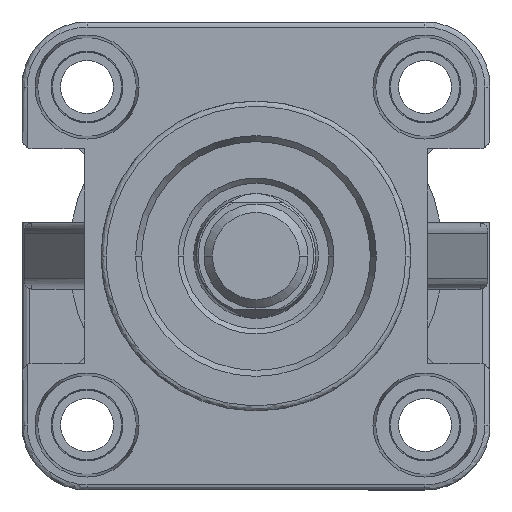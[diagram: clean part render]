
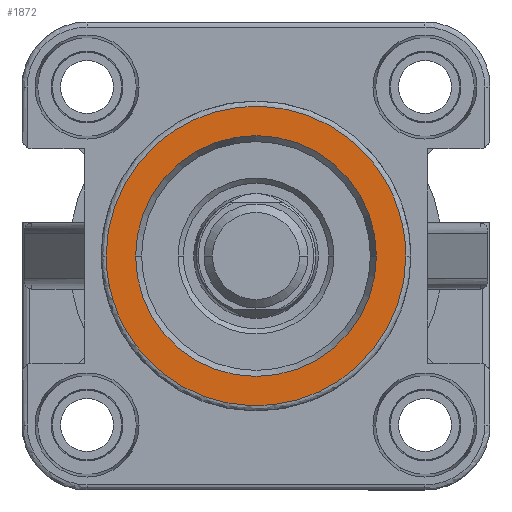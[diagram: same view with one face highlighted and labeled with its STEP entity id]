
A CAD part, left-side view. The second image highlights one B-rep face of the part: STEP entity #1872.
In plain terms, the highlighted planar face has unit normal (-1, 0, 0).
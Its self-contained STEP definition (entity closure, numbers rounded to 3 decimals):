
#146 =( BOUNDED_CURVE ( )  B_SPLINE_CURVE ( 3, ( #15090, #6892, #13852, #11156 ),
 .UNSPECIFIED., .F., .F. ) 
 B_SPLINE_CURVE_WITH_KNOTS ( ( 4, 4 ),
 ( 0., 1. ),
 .UNSPECIFIED. ) 
 CURVE ( )  GEOMETRIC_REPRESENTATION_ITEM ( )  RATIONAL_B_SPLINE_CURVE ( ( 1., 0.333, 0.333, 1. ) ) 
 REPRESENTATION_ITEM ( '' )  );
#234 = PLANE ( 'NONE',  #8117 ) ;
#467 = CARTESIAN_POINT ( 'NONE',  ( 0., 0., -11.577 ) ) ;
#1324 = EDGE_CURVE ( 'NONE', #12430, #4505, #12831, .T. ) ;
#1438 = EDGE_LOOP ( 'NONE', ( #14935, #14360 ) ) ;
#1799 = CIRCLE ( 'NONE', #17501, 11.577 ) ;
#1872 = ADVANCED_FACE ( 'NONE', ( #3339, #5899 ), #234, .F. ) ;
#2168 = CARTESIAN_POINT ( 'NONE',  ( 0., 0., 0. ) ) ;
#2277 = ORIENTED_EDGE ( 'NONE', *, *, #14600, .F. ) ;
#2901 = CARTESIAN_POINT ( 'NONE',  ( 0., 11., 0. ) ) ;
#3339 = FACE_BOUND ( 'NONE', #13078, .T. ) ;
#4459 = DIRECTION ( 'NONE',  ( 0., 0., 1. ) ) ;
#4505 = VERTEX_POINT ( 'NONE', #12492 ) ;
#5899 = FACE_OUTER_BOUND ( 'NONE', #1438, .T. ) ;
#6892 = CARTESIAN_POINT ( 'NONE',  ( 0., -28.8, 14.4 ) ) ;
#6894 = DIRECTION ( 'NONE',  ( 0., 0., -1. ) ) ;
#7560 = CARTESIAN_POINT ( 'NONE',  ( 0., 0., 11.577 ) ) ;
#7682 = DIRECTION ( 'NONE',  ( 0., 0., 1. ) ) ;
#8117 = AXIS2_PLACEMENT_3D ( 'NONE', #2901, #10982, #6894 ) ;
#8603 = CIRCLE ( 'NONE', #12902, 11.577 ) ;
#10426 = CARTESIAN_POINT ( 'NONE',  ( 0., 28.8, -14.4 ) ) ;
#10982 = DIRECTION ( 'NONE',  ( 1., 0., 0. ) ) ;
#11156 = CARTESIAN_POINT ( 'NONE',  ( 0., 0., -14.4 ) ) ;
#11238 = VERTEX_POINT ( 'NONE', #7560 ) ;
#11425 = DIRECTION ( 'NONE',  ( -1., 0., 0. ) ) ;
#11741 = DIRECTION ( 'NONE',  ( -1., 0., 0. ) ) ;
#12091 = EDGE_CURVE ( 'NONE', #16335, #11238, #8603, .T. ) ;
#12274 = CARTESIAN_POINT ( 'NONE',  ( 0., 0., -14.4 ) ) ;
#12430 = VERTEX_POINT ( 'NONE', #12274 ) ;
#12492 = CARTESIAN_POINT ( 'NONE',  ( 0., 0., 14.4 ) ) ;
#12578 = CARTESIAN_POINT ( 'NONE',  ( 0., 0., 0. ) ) ;
#12831 =( BOUNDED_CURVE ( )  B_SPLINE_CURVE ( 3, ( #16159, #10426, #14614, #17413 ),
 .UNSPECIFIED., .F., .T. ) 
 B_SPLINE_CURVE_WITH_KNOTS ( ( 4, 4 ),
 ( 0., 1. ),
 .UNSPECIFIED. ) 
 CURVE ( )  GEOMETRIC_REPRESENTATION_ITEM ( )  RATIONAL_B_SPLINE_CURVE ( ( 1., 0.333, 0.333, 1. ) ) 
 REPRESENTATION_ITEM ( '' )  );
#12902 = AXIS2_PLACEMENT_3D ( 'NONE', #12578, #11425, #4459 ) ;
#13078 = EDGE_LOOP ( 'NONE', ( #2277, #14471 ) ) ;
#13852 = CARTESIAN_POINT ( 'NONE',  ( 0., -28.8, -14.4 ) ) ;
#14360 = ORIENTED_EDGE ( 'NONE', *, *, #15109, .F. ) ;
#14471 = ORIENTED_EDGE ( 'NONE', *, *, #12091, .F. ) ;
#14600 = EDGE_CURVE ( 'NONE', #11238, #16335, #1799, .T. ) ;
#14614 = CARTESIAN_POINT ( 'NONE',  ( 0., 28.8, 14.4 ) ) ;
#14935 = ORIENTED_EDGE ( 'NONE', *, *, #1324, .F. ) ;
#15090 = CARTESIAN_POINT ( 'NONE',  ( 0., 0., 14.4 ) ) ;
#15109 = EDGE_CURVE ( 'NONE', #4505, #12430, #146, .T. ) ;
#16159 = CARTESIAN_POINT ( 'NONE',  ( 0., 0., -14.4 ) ) ;
#16335 = VERTEX_POINT ( 'NONE', #467 ) ;
#17413 = CARTESIAN_POINT ( 'NONE',  ( 0., 0., 14.4 ) ) ;
#17501 = AXIS2_PLACEMENT_3D ( 'NONE', #2168, #11741, #7682 ) ;
